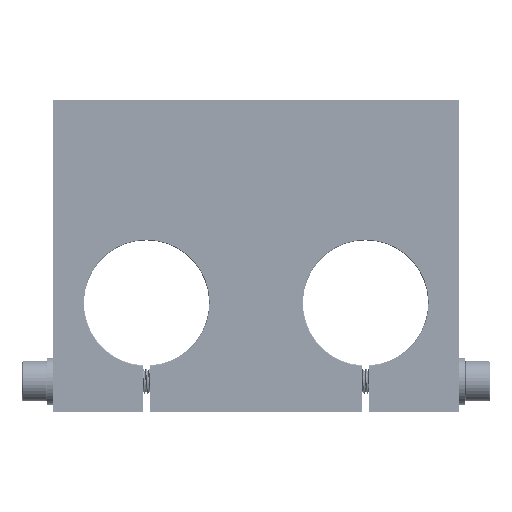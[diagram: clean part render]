
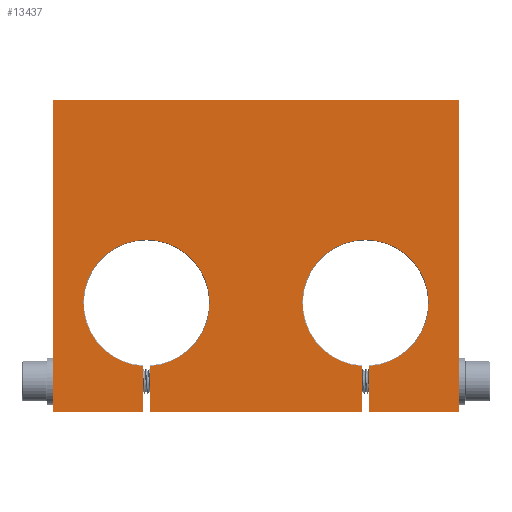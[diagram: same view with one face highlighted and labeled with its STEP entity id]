
A CAD part, front view. The second image highlights one B-rep face of the part: STEP entity #13437.
In plain terms, the highlighted planar face has unit normal (0, -1, 0).
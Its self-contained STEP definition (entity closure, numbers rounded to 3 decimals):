
#183=PLANE('',#14272);
#866=FACE_OUTER_BOUND('',#1618,.T.);
#1618=EDGE_LOOP('',(#11696,#11697,#11698,#11699,#11700,#11701,#11702,#11703,
#11704,#11705,#11706,#11707));
#1774=CIRCLE('',#14205,20.2);
#1776=CIRCLE('',#14235,20.2);
#3624=LINE('',#53452,#4371);
#3634=LINE('',#53472,#4381);
#3642=LINE('',#53489,#4389);
#3651=LINE('',#53511,#4398);
#3666=LINE('',#53546,#4413);
#3685=LINE('',#53585,#4432);
#3686=LINE('',#53587,#4433);
#3691=LINE('',#53595,#4438);
#3693=LINE('',#53601,#4440);
#3712=LINE('',#53630,#4459);
#4371=VECTOR('',#16270,10.);
#4381=VECTOR('',#16288,10.);
#4389=VECTOR('',#16302,10.);
#4398=VECTOR('',#16319,10.);
#4413=VECTOR('',#16346,10.);
#4432=VECTOR('',#16387,10.);
#4433=VECTOR('',#16390,10.);
#4438=VECTOR('',#16401,10.);
#4440=VECTOR('',#16411,10.);
#4459=VECTOR('',#16450,10.);
#5698=VERTEX_POINT('',#53398);
#5703=VERTEX_POINT('',#53414);
#5709=VERTEX_POINT('',#53428);
#5713=VERTEX_POINT('',#53445);
#5721=VERTEX_POINT('',#53468);
#5725=VERTEX_POINT('',#53482);
#5733=VERTEX_POINT('',#53507);
#5739=VERTEX_POINT('',#53524);
#5743=VERTEX_POINT('',#53537);
#5748=VERTEX_POINT('',#53561);
#5751=VERTEX_POINT('',#53572);
#5753=VERTEX_POINT('',#53581);
#7655=EDGE_CURVE('',#5698,#5709,#1774,.T.);
#7665=EDGE_CURVE('',#5713,#5703,#3624,.T.);
#7675=EDGE_CURVE('',#5709,#5721,#3634,.T.);
#7683=EDGE_CURVE('',#5725,#5713,#3642,.T.);
#7693=EDGE_CURVE('',#5721,#5733,#3651,.T.);
#7709=EDGE_CURVE('',#5733,#5743,#3666,.T.);
#7725=EDGE_CURVE('',#5743,#5751,#1776,.T.);
#7730=EDGE_CURVE('',#5751,#5753,#3685,.T.);
#7731=EDGE_CURVE('',#5753,#5748,#3686,.T.);
#7736=EDGE_CURVE('',#5748,#5739,#3691,.T.);
#7740=EDGE_CURVE('',#5739,#5725,#3693,.T.);
#7759=EDGE_CURVE('',#5703,#5698,#3712,.T.);
#11696=ORIENTED_EDGE('',*,*,#7725,.F.);
#11697=ORIENTED_EDGE('',*,*,#7709,.F.);
#11698=ORIENTED_EDGE('',*,*,#7693,.F.);
#11699=ORIENTED_EDGE('',*,*,#7675,.F.);
#11700=ORIENTED_EDGE('',*,*,#7655,.F.);
#11701=ORIENTED_EDGE('',*,*,#7759,.F.);
#11702=ORIENTED_EDGE('',*,*,#7665,.F.);
#11703=ORIENTED_EDGE('',*,*,#7683,.F.);
#11704=ORIENTED_EDGE('',*,*,#7740,.F.);
#11705=ORIENTED_EDGE('',*,*,#7736,.F.);
#11706=ORIENTED_EDGE('',*,*,#7731,.F.);
#11707=ORIENTED_EDGE('',*,*,#7730,.F.);
#13437=ADVANCED_FACE('',(#866),#183,.T.);
#14205=AXIS2_PLACEMENT_3D('',#53432,#16250,#16251);
#14235=AXIS2_PLACEMENT_3D('',#53576,#16376,#16377);
#14272=AXIS2_PLACEMENT_3D('',#53649,#16484,#16485);
#16250=DIRECTION('center_axis',(0.,-1.,0.));
#16251=DIRECTION('ref_axis',(-1.,0.,0.));
#16270=DIRECTION('',(-1.,0.,0.));
#16288=DIRECTION('',(0.,0.,-1.));
#16302=DIRECTION('',(0.,0.,-1.));
#16319=DIRECTION('',(-1.,0.,0.));
#16346=DIRECTION('',(0.,0.,1.));
#16376=DIRECTION('center_axis',(0.,-1.,0.));
#16377=DIRECTION('ref_axis',(-1.,0.,0.));
#16387=DIRECTION('',(0.,0.,-1.));
#16390=DIRECTION('',(-1.,0.,0.));
#16401=DIRECTION('',(0.,0.,1.));
#16411=DIRECTION('',(1.,0.,0.));
#16450=DIRECTION('',(0.,0.,1.));
#16484=DIRECTION('center_axis',(0.,-1.,0.));
#16485=DIRECTION('ref_axis',(1.,0.,0.));
#53398=CARTESIAN_POINT('',(101.2,0.,14.836));
#53414=CARTESIAN_POINT('',(101.2,0.,0.2));
#53428=CARTESIAN_POINT('',(98.8,0.,14.836));
#53432=CARTESIAN_POINT('Origin',(100.,0.,35.));
#53445=CARTESIAN_POINT('',(129.8,0.,0.2));
#53452=CARTESIAN_POINT('',(32.5,0.,0.2));
#53468=CARTESIAN_POINT('',(98.8,0.,0.2));
#53472=CARTESIAN_POINT('',(98.8,0.,10.));
#53482=CARTESIAN_POINT('',(129.8,0.,99.8));
#53489=CARTESIAN_POINT('',(129.8,0.,0.));
#53507=CARTESIAN_POINT('',(31.2,0.,0.2));
#53511=CARTESIAN_POINT('',(32.5,0.,0.2));
#53524=CARTESIAN_POINT('',(0.2,0.,99.8));
#53537=CARTESIAN_POINT('',(31.2,0.,14.836));
#53546=CARTESIAN_POINT('',(31.2,0.,-12.5));
#53561=CARTESIAN_POINT('',(0.2,0.,0.2));
#53572=CARTESIAN_POINT('',(28.8,0.,14.836));
#53576=CARTESIAN_POINT('Origin',(30.,0.,35.));
#53581=CARTESIAN_POINT('',(28.8,0.,0.2));
#53585=CARTESIAN_POINT('',(28.8,0.,12.5));
#53587=CARTESIAN_POINT('',(32.5,0.,0.2));
#53595=CARTESIAN_POINT('',(0.2,0.,0.));
#53601=CARTESIAN_POINT('',(32.5,0.,99.8));
#53630=CARTESIAN_POINT('',(101.2,0.,-10.));
#53649=CARTESIAN_POINT('Origin',(0.,0.,0.));
